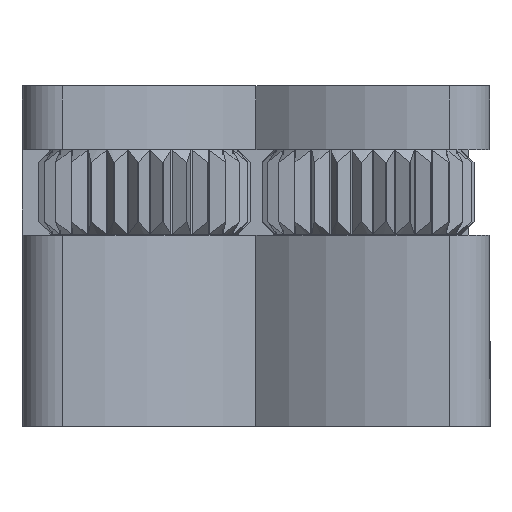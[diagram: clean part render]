
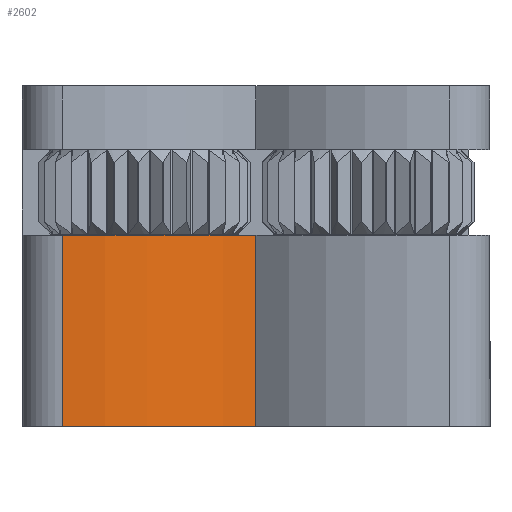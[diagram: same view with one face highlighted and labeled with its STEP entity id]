
A CAD part, left-side view. The second image highlights one B-rep face of the part: STEP entity #2602.
In plain terms, the highlighted cylindrical face has radius 12 mm (diameter 24 mm), a partial arc.
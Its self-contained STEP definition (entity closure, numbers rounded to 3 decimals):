
#339=FACE_OUTER_BOUND('',#495,.T.);
#495=EDGE_LOOP('',(#1812,#1813,#1814,#1815));
#636=LINE('',#3830,#784);
#652=LINE('',#3898,#800);
#784=VECTOR('',#3142,10.);
#800=VECTOR('',#3230,10.);
#929=CIRCLE('',#2856,12.);
#943=CIRCLE('',#2884,12.);
#1039=VERTEX_POINT('',#3827);
#1040=VERTEX_POINT('',#3829);
#1041=VERTEX_POINT('',#3833);
#1056=VERTEX_POINT('',#3886);
#1319=EDGE_CURVE('',#1039,#1040,#636,.T.);
#1321=EDGE_CURVE('',#1040,#1041,#929,.T.);
#1346=EDGE_CURVE('',#1056,#1039,#943,.T.);
#1351=EDGE_CURVE('',#1056,#1041,#652,.T.);
#1812=ORIENTED_EDGE('',*,*,#1319,.F.);
#1813=ORIENTED_EDGE('',*,*,#1346,.F.);
#1814=ORIENTED_EDGE('',*,*,#1351,.T.);
#1815=ORIENTED_EDGE('',*,*,#1321,.F.);
#2520=CYLINDRICAL_SURFACE('',#2889,12.);
#2602=ADVANCED_FACE('',(#339),#2520,.T.);
#2856=AXIS2_PLACEMENT_3D('',#3834,#3147,#3148);
#2884=AXIS2_PLACEMENT_3D('',#3888,#3214,#3215);
#2889=AXIS2_PLACEMENT_3D('',#3897,#3228,#3229);
#3142=DIRECTION('',(0.,0.,-1.));
#3147=DIRECTION('center_axis',(0.,0.,
-1.));
#3148=DIRECTION('ref_axis',(0.563,0.827,0.));
#3214=DIRECTION('center_axis',(0.,0.,
1.));
#3215=DIRECTION('ref_axis',(0.563,0.827,0.));
#3228=DIRECTION('center_axis',(0.,0.,
-1.));
#3229=DIRECTION('ref_axis',(0.563,0.827,0.));
#3230=DIRECTION('',(0.,0.,-1.));
#3827=CARTESIAN_POINT('',(-5.112,109.981,-12.));
#3829=CARTESIAN_POINT('',(-5.112,109.981,-20.98));
#3830=CARTESIAN_POINT('',(-5.112,109.981,-23.7));
#3833=CARTESIAN_POINT('',(4.,106.53,-20.98));
#3834=CARTESIAN_POINT('Origin',(-4.44,98.,-20.98));
#3886=CARTESIAN_POINT('',(4.,106.53,-12.));
#3888=CARTESIAN_POINT('Origin',(-4.44,98.,-12.));
#3897=CARTESIAN_POINT('Origin',(-4.44,98.,-23.7));
#3898=CARTESIAN_POINT('',(4.,106.53,-23.7));
